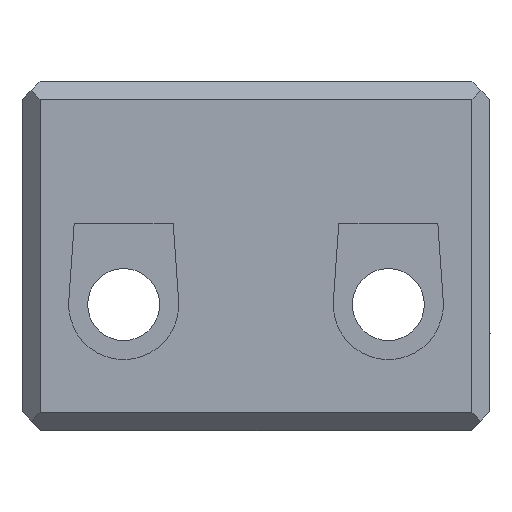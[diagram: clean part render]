
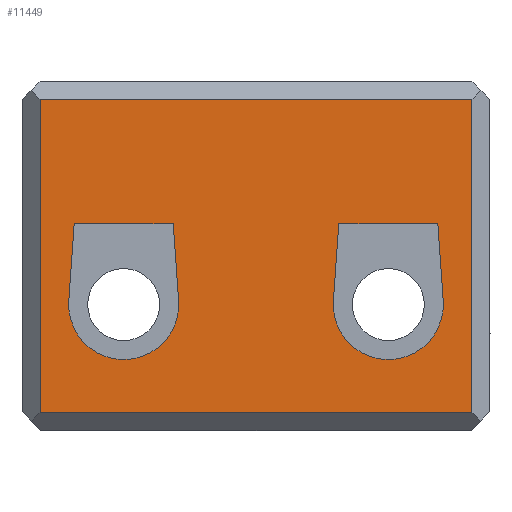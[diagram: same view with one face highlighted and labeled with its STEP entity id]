
A CAD part, front view. The second image highlights one B-rep face of the part: STEP entity #11449.
In plain terms, the highlighted planar face has unit normal (0, -1, 0).
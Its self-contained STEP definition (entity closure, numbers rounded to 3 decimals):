
#4 = VECTOR ( 'NONE', #13868, 1000. ) ;
#103 = FACE_OUTER_BOUND ( 'NONE', #20080, .T. ) ;
#213 = VERTEX_POINT ( 'NONE', #6236 ) ;
#544 = LINE ( 'NONE', #21492, #17970 ) ;
#767 = VERTEX_POINT ( 'NONE', #11677 ) ;
#812 = DIRECTION ( 'NONE',  ( 0., 1., 0. ) ) ;
#875 = EDGE_LOOP ( 'NONE', ( #26045, #21026, #30503, #11806, #8126 ) ) ;
#1449 = AXIS2_PLACEMENT_3D ( 'NONE', #8471, #20025, #22389 ) ;
#1988 = EDGE_CURVE ( 'NONE', #767, #213, #10720, .T. ) ;
#2269 = EDGE_CURVE ( 'NONE', #21001, #8655, #8121, .T. ) ;
#2386 = CARTESIAN_POINT ( 'NONE',  ( -12., 0., 8.653 ) ) ;
#2406 = DIRECTION ( 'NONE',  ( 0.07, 0., -0.998 ) ) ;
#2496 = DIRECTION ( 'NONE',  ( 0., 1., 0. ) ) ;
#2777 = DIRECTION ( 'NONE',  ( 0., 1., 0. ) ) ;
#3093 = VECTOR ( 'NONE', #18815, 1000. ) ;
#3547 = ORIENTED_EDGE ( 'NONE', *, *, #21687, .T. ) ;
#3829 = EDGE_CURVE ( 'NONE', #27780, #10653, #16188, .T. ) ;
#3943 = DIRECTION ( 'NONE',  ( 0., 1., 0. ) ) ;
#4189 = ORIENTED_EDGE ( 'NONE', *, *, #15073, .T. ) ;
#4752 = CARTESIAN_POINT ( 'NONE',  ( -12., 0., -8.747 ) ) ;
#5050 = LINE ( 'NONE', #7369, #14920 ) ;
#5099 = EDGE_LOOP ( 'NONE', ( #19424, #26761, #19470, #24647, #4189 ) ) ;
#5394 = VERTEX_POINT ( 'NONE', #5663 ) ;
#5663 = CARTESIAN_POINT ( 'NONE',  ( 10.1, 0., 1.75 ) ) ;
#6236 = CARTESIAN_POINT ( 'NONE',  ( 12., 0., 8.653 ) ) ;
#6249 = CARTESIAN_POINT ( 'NONE',  ( 7.35, 0., -2.747 ) ) ;
#6416 = DIRECTION ( 'NONE',  ( 0.07, 0., 0.998 ) ) ;
#6521 = EDGE_CURVE ( 'NONE', #8655, #25066, #12176, .T. ) ;
#6587 = EDGE_CURVE ( 'NONE', #16329, #5394, #11313, .T. ) ;
#6599 = VERTEX_POINT ( 'NONE', #23778 ) ;
#6621 = VECTOR ( 'NONE', #10873, 1000. ) ;
#7083 = LINE ( 'NONE', #25588, #4 ) ;
#7167 = CARTESIAN_POINT ( 'NONE',  ( 10.1, 0., 1.75 ) ) ;
#7369 = CARTESIAN_POINT ( 'NONE',  ( -4.601, 0., 1.756 ) ) ;
#7715 = DIRECTION ( 'NONE',  ( -1., 0., 0. ) ) ;
#8104 = EDGE_CURVE ( 'NONE', #11764, #767, #30858, .T. ) ;
#8121 = CIRCLE ( 'NONE', #12165, 3.057 ) ;
#8126 = ORIENTED_EDGE ( 'NONE', *, *, #6521, .T. ) ;
#8471 = CARTESIAN_POINT ( 'NONE',  ( -7.35, 0., -2.747 ) ) ;
#8655 = VERTEX_POINT ( 'NONE', #28891 ) ;
#8793 = CARTESIAN_POINT ( 'NONE',  ( 4.3, 0., -2.533 ) ) ;
#9297 = DIRECTION ( 'NONE',  ( 0.07, 0., 0.998 ) ) ;
#9581 = ORIENTED_EDGE ( 'NONE', *, *, #8104, .T. ) ;
#9663 = FACE_BOUND ( 'NONE', #875, .T. ) ;
#9693 = DIRECTION ( 'NONE',  ( 0., 0., 1. ) ) ;
#9833 = CARTESIAN_POINT ( 'NONE',  ( -7.35, 0., -5.804 ) ) ;
#10027 = EDGE_CURVE ( 'NONE', #25066, #16329, #25378, .T. ) ;
#10653 = VERTEX_POINT ( 'NONE', #28845 ) ;
#10720 = LINE ( 'NONE', #26969, #6621 ) ;
#10873 = DIRECTION ( 'NONE',  ( 0., 0., 1. ) ) ;
#11313 = LINE ( 'NONE', #27854, #13835 ) ;
#11449 = ADVANCED_FACE ( 'NONE', ( #27820, #103, #9663 ), #28719, .F. ) ;
#11617 = DIRECTION ( 'NONE',  ( 1., 0., 0. ) ) ;
#11677 = CARTESIAN_POINT ( 'NONE',  ( 12., 0., -8.747 ) ) ;
#11764 = VERTEX_POINT ( 'NONE', #4752 ) ;
#11806 = ORIENTED_EDGE ( 'NONE', *, *, #2269, .T. ) ;
#12081 = LINE ( 'NONE', #7167, #17923 ) ;
#12165 = AXIS2_PLACEMENT_3D ( 'NONE', #6249, #3943, #20487 ) ;
#12176 = CIRCLE ( 'NONE', #13688, 3.057 ) ;
#12182 = DIRECTION ( 'NONE',  ( 1., 0., 0. ) ) ;
#12269 = CARTESIAN_POINT ( 'NONE',  ( 4.6, 0., 1.75 ) ) ;
#13688 = AXIS2_PLACEMENT_3D ( 'NONE', #29452, #812, #16789 ) ;
#13708 = VERTEX_POINT ( 'NONE', #9833 ) ;
#13835 = VECTOR ( 'NONE', #11617, 1000. ) ;
#13868 = DIRECTION ( 'NONE',  ( 0., 0., -1. ) ) ;
#14070 = AXIS2_PLACEMENT_3D ( 'NONE', #24210, #2496, #9693 ) ;
#14251 = EDGE_CURVE ( 'NONE', #5394, #21001, #12081, .T. ) ;
#14920 = VECTOR ( 'NONE', #2406, 1000. ) ;
#15027 = EDGE_CURVE ( 'NONE', #6599, #30067, #5050, .T. ) ;
#15073 = EDGE_CURVE ( 'NONE', #13708, #27780, #19415, .T. ) ;
#15705 = CARTESIAN_POINT ( 'NONE',  ( 4.601, 0., 1.756 ) ) ;
#16188 = LINE ( 'NONE', #30700, #23304 ) ;
#16329 = VERTEX_POINT ( 'NONE', #12269 ) ;
#16372 = AXIS2_PLACEMENT_3D ( 'NONE', #19169, #2777, #12182 ) ;
#16789 = DIRECTION ( 'NONE',  ( 0., 0., 1. ) ) ;
#16852 = VECTOR ( 'NONE', #6416, 1000. ) ;
#17859 = EDGE_CURVE ( 'NONE', #6599, #10653, #22599, .T. ) ;
#17923 = VECTOR ( 'NONE', #20953, 1000. ) ;
#17970 = VECTOR ( 'NONE', #7715, 1000. ) ;
#18815 = DIRECTION ( 'NONE',  ( 1., 0., 0. ) ) ;
#19146 = CARTESIAN_POINT ( 'NONE',  ( 10.4, 0., -2.534 ) ) ;
#19169 = CARTESIAN_POINT ( 'NONE',  ( 0., 0., 0. ) ) ;
#19415 = CIRCLE ( 'NONE', #1449, 3.057 ) ;
#19424 = ORIENTED_EDGE ( 'NONE', *, *, #3829, .T. ) ;
#19470 = ORIENTED_EDGE ( 'NONE', *, *, #15027, .T. ) ;
#20025 = DIRECTION ( 'NONE',  ( 0., 1., 0. ) ) ;
#20070 = DIRECTION ( 'NONE',  ( -1., 0., 0. ) ) ;
#20080 = EDGE_LOOP ( 'NONE', ( #3547, #9581, #21569, #20687 ) ) ;
#20487 = DIRECTION ( 'NONE',  ( 0., 0., 1. ) ) ;
#20687 = ORIENTED_EDGE ( 'NONE', *, *, #28180, .T. ) ;
#20953 = DIRECTION ( 'NONE',  ( 0.07, 0., -0.998 ) ) ;
#21001 = VERTEX_POINT ( 'NONE', #19146 ) ;
#21026 = ORIENTED_EDGE ( 'NONE', *, *, #6587, .T. ) ;
#21492 = CARTESIAN_POINT ( 'NONE',  ( -11.85, 0., 8.653 ) ) ;
#21569 = ORIENTED_EDGE ( 'NONE', *, *, #1988, .T. ) ;
#21635 = CARTESIAN_POINT ( 'NONE',  ( 11.85, 0., -8.747 ) ) ;
#21686 = CARTESIAN_POINT ( 'NONE',  ( -10.4, 0., -2.534 ) ) ;
#21687 = EDGE_CURVE ( 'NONE', #25756, #11764, #7083, .T. ) ;
#22389 = DIRECTION ( 'NONE',  ( 0., 0., 1. ) ) ;
#22599 = LINE ( 'NONE', #22900, #29800 ) ;
#22900 = CARTESIAN_POINT ( 'NONE',  ( -10., 0., 1.75 ) ) ;
#23235 = CARTESIAN_POINT ( 'NONE',  ( -4.3, 0., -2.533 ) ) ;
#23304 = VECTOR ( 'NONE', #9297, 1000. ) ;
#23778 = CARTESIAN_POINT ( 'NONE',  ( -4.6, 0., 1.75 ) ) ;
#24023 = CIRCLE ( 'NONE', #14070, 3.057 ) ;
#24210 = CARTESIAN_POINT ( 'NONE',  ( -7.35, 0., -2.747 ) ) ;
#24647 = ORIENTED_EDGE ( 'NONE', *, *, #29233, .T. ) ;
#25066 = VERTEX_POINT ( 'NONE', #8793 ) ;
#25378 = LINE ( 'NONE', #15705, #16852 ) ;
#25588 = CARTESIAN_POINT ( 'NONE',  ( -12., 0., -8.847 ) ) ;
#25756 = VERTEX_POINT ( 'NONE', #2386 ) ;
#26045 = ORIENTED_EDGE ( 'NONE', *, *, #10027, .T. ) ;
#26761 = ORIENTED_EDGE ( 'NONE', *, *, #17859, .F. ) ;
#26969 = CARTESIAN_POINT ( 'NONE',  ( 12., 0., 8.653 ) ) ;
#27780 = VERTEX_POINT ( 'NONE', #21686 ) ;
#27820 = FACE_BOUND ( 'NONE', #5099, .T. ) ;
#27854 = CARTESIAN_POINT ( 'NONE',  ( 9.9, 0., 1.75 ) ) ;
#28180 = EDGE_CURVE ( 'NONE', #213, #25756, #544, .T. ) ;
#28719 = PLANE ( 'NONE',  #16372 ) ;
#28845 = CARTESIAN_POINT ( 'NONE',  ( -10.1, 0., 1.75 ) ) ;
#28891 = CARTESIAN_POINT ( 'NONE',  ( 7.35, 0., -5.804 ) ) ;
#29233 = EDGE_CURVE ( 'NONE', #30067, #13708, #24023, .T. ) ;
#29452 = CARTESIAN_POINT ( 'NONE',  ( 7.35, 0., -2.747 ) ) ;
#29800 = VECTOR ( 'NONE', #20070, 1000. ) ;
#30067 = VERTEX_POINT ( 'NONE', #23235 ) ;
#30503 = ORIENTED_EDGE ( 'NONE', *, *, #14251, .T. ) ;
#30700 = CARTESIAN_POINT ( 'NONE',  ( -10.1, 0., 1.75 ) ) ;
#30858 = LINE ( 'NONE', #21635, #3093 ) ;
